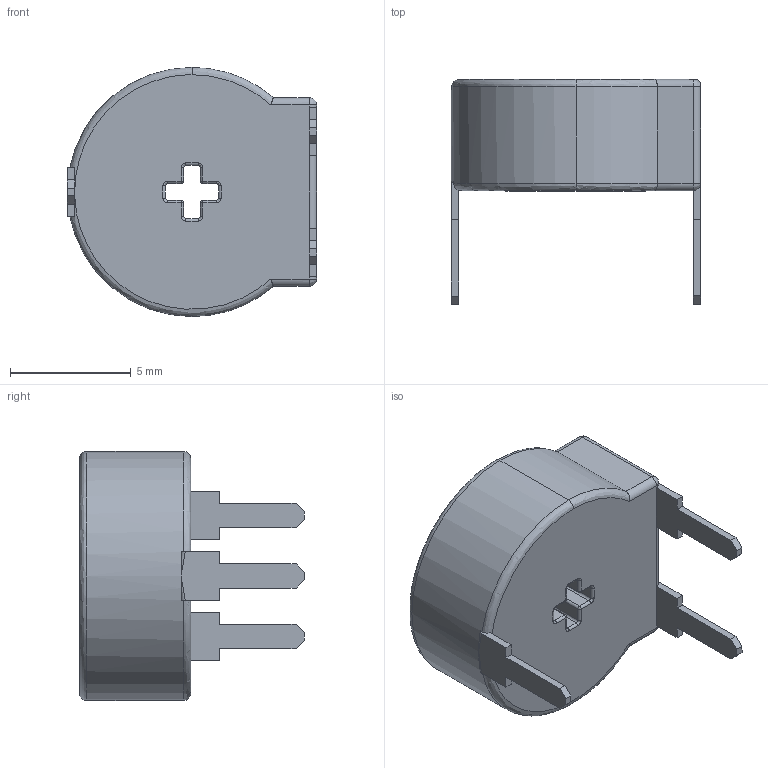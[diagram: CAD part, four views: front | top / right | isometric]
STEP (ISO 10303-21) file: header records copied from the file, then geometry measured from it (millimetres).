
FILE_DESCRIPTION (( 'STEP AP214' ), '1' );
FILE_NAME ('3F6F09C2-46D5-417C-8B32-F15D1CEDFF4E.STEP', '2024-04-30T21:51:13', ( '' ), ( '' ), 'SwSTEP 2.0', 'SolidWorks 2022', '' );
FILE_SCHEMA (( 'AUTOMOTIVE_DESIGN' ));
Length unit declared in the file: millimetre
Products named in the file (1): 3F6F09C2-46D5-417C-8B32-F15D1CEDFF4E
Bounding box: 10.3 x 9.3 x 10.3 mm (x, y, z)
Volume: 394.2 mm3; surface area: 401.5 mm2
Topology: 1 solids, 1 shells, 144 faces, 356 edges, 201 vertices
Faces by surface type: cylinder 53, plane 53, bspline 38
Entity records: 5990 total; most frequent: CARTESIAN_POINT 1528, ORIENTED_EDGE 684, DIRECTION 628, EDGE_CURVE 342, AXIS2_PLACEMENT_3D 217, VERTEX_POINT 201, LINE 194, VECTOR 194
